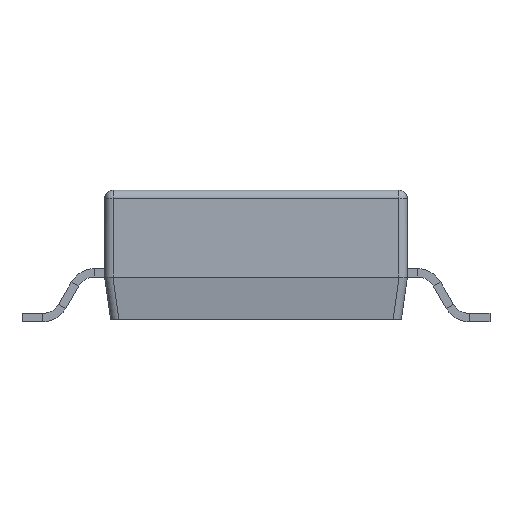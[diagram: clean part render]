
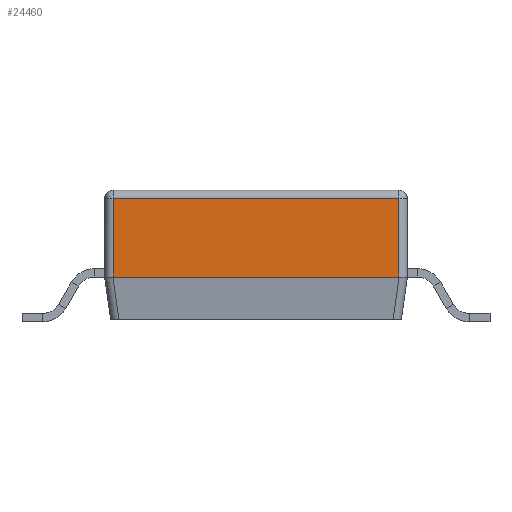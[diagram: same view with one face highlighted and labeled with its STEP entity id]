
A CAD part, left-side view. The second image highlights one B-rep face of the part: STEP entity #24460.
In plain terms, the highlighted planar face has unit normal (-1, 0, 0).
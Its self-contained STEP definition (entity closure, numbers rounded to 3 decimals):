
#863 = CARTESIAN_POINT ( 'NONE',  ( -7.785, 2.55, 2.2 ) ) ;
#984 = DIRECTION ( 'NONE',  ( 0., 0., 1. ) ) ;
#2870 = DIRECTION ( 'NONE',  ( 0., 1., 0. ) ) ;
#2892 = ORIENTED_EDGE ( 'NONE', *, *, #8599, .T. ) ;
#3177 = EDGE_LOOP ( 'NONE', ( #38871, #5859, #2892, #31638 ) ) ;
#5859 = ORIENTED_EDGE ( 'NONE', *, *, #19000, .T. ) ;
#6457 = CARTESIAN_POINT ( 'NONE',  ( -7.785, 2.55, 2.35 ) ) ;
#7932 = CARTESIAN_POINT ( 'NONE',  ( -7.785, -2.55, 0.8 ) ) ;
#8270 = CARTESIAN_POINT ( 'NONE',  ( -7.785, -2.55, 2.2 ) ) ;
#8599 = EDGE_CURVE ( 'NONE', #13967, #39732, #12615, .T. ) ;
#9387 = CARTESIAN_POINT ( 'NONE',  ( -7.785, 2.7, 0.8 ) ) ;
#12615 = LINE ( 'NONE', #9387, #24451 ) ;
#12645 = DIRECTION ( 'NONE',  ( 0., 0., -1. ) ) ;
#13384 = CARTESIAN_POINT ( 'NONE',  ( -7.785, -2.55, 2.35 ) ) ;
#13747 = VECTOR ( 'NONE', #12645, 1000. ) ;
#13967 = VERTEX_POINT ( 'NONE', #20945 ) ;
#14220 = PLANE ( 'NONE',  #25640 ) ;
#17647 = DIRECTION ( 'NONE',  ( 1., 0., 0. ) ) ;
#19000 = EDGE_CURVE ( 'NONE', #38288, #13967, #25625, .T. ) ;
#20945 = CARTESIAN_POINT ( 'NONE',  ( -7.785, 2.55, 0.8 ) ) ;
#23806 = LINE ( 'NONE', #13384, #33709 ) ;
#23979 = EDGE_CURVE ( 'NONE', #39732, #39329, #23806, .T. ) ;
#24451 = VECTOR ( 'NONE', #31934, 1000. ) ;
#24460 = ADVANCED_FACE ( 'NONE', ( #25413 ), #14220, .F. ) ;
#25413 = FACE_OUTER_BOUND ( 'NONE', #3177, .T. ) ;
#25625 = LINE ( 'NONE', #6457, #13747 ) ;
#25640 = AXIS2_PLACEMENT_3D ( 'NONE', #26989, #17647, #27608 ) ;
#26989 = CARTESIAN_POINT ( 'NONE',  ( -7.785, 2.7, 2.35 ) ) ;
#27608 = DIRECTION ( 'NONE',  ( 0., 0., -1. ) ) ;
#29495 = LINE ( 'NONE', #32640, #39989 ) ;
#31638 = ORIENTED_EDGE ( 'NONE', *, *, #23979, .T. ) ;
#31934 = DIRECTION ( 'NONE',  ( 0., -1., 0. ) ) ;
#32640 = CARTESIAN_POINT ( 'NONE',  ( -7.785, 2.7, 2.2 ) ) ;
#33709 = VECTOR ( 'NONE', #984, 1000. ) ;
#38288 = VERTEX_POINT ( 'NONE', #863 ) ;
#38871 = ORIENTED_EDGE ( 'NONE', *, *, #41180, .T. ) ;
#39329 = VERTEX_POINT ( 'NONE', #8270 ) ;
#39732 = VERTEX_POINT ( 'NONE', #7932 ) ;
#39989 = VECTOR ( 'NONE', #2870, 1000. ) ;
#41180 = EDGE_CURVE ( 'NONE', #39329, #38288, #29495, .T. ) ;
